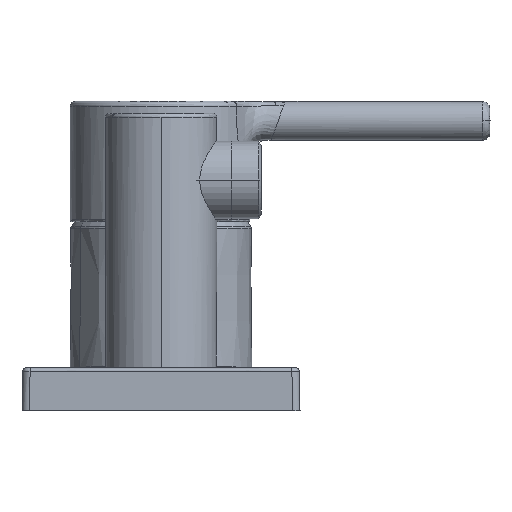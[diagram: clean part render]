
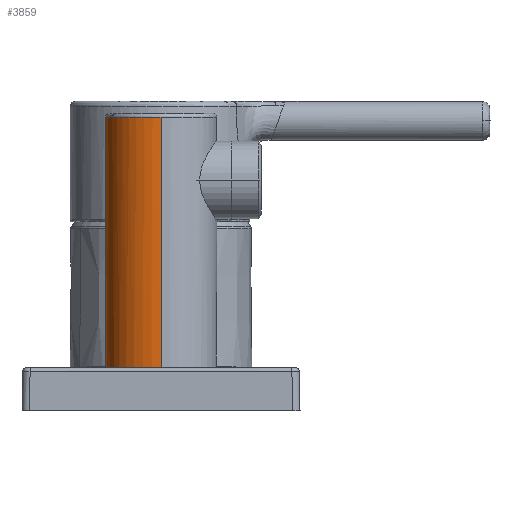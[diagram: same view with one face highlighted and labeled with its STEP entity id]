
A CAD part, left-side view. The second image highlights one B-rep face of the part: STEP entity #3859.
In plain terms, the highlighted cylindrical face has radius 15 mm (diameter 30 mm), a partial arc.
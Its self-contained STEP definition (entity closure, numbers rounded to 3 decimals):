
#2 = CARTESIAN_POINT ( 'NONE',  ( -103.889, 14.496, 11.811 ) ) ;
#331 = CARTESIAN_POINT ( 'NONE',  ( -86.335, 6.206, 11.922 ) ) ;
#353 = CARTESIAN_POINT ( 'NONE',  ( -101.001, 14.999, 11.822 ) ) ;
#373 = CARTESIAN_POINT ( 'NONE',  ( -99.518, 15., 11.828 ) ) ;
#413 = CARTESIAN_POINT ( 'NONE',  ( -115., 0.979, 11.779 ) ) ;
#646 = EDGE_CURVE ( 'NONE', #3483, #2256, #3993, .T. ) ;
#685 = VERTEX_POINT ( 'NONE', #1631 ) ;
#726 = CIRCLE ( 'NONE', #4234, 15. ) ;
#772 = CARTESIAN_POINT ( 'NONE',  ( -85., 0.991, 11.936 ) ) ;
#814 = CARTESIAN_POINT ( 'NONE',  ( -109.905, 11.275, 11.793 ) ) ;
#831 = CARTESIAN_POINT ( 'NONE',  ( -114.905, 1.952, 11.78 ) ) ;
#959 = CARTESIAN_POINT ( 'NONE',  ( -115., 0., 30.279 ) ) ;
#1147 = CARTESIAN_POINT ( 'NONE',  ( -85., 0., 79.279 ) ) ;
#1149 = CARTESIAN_POINT ( 'NONE',  ( -90.878, 11.918, 11.881 ) ) ;
#1166 = CARTESIAN_POINT ( 'NONE',  ( -85., 0., 11.936 ) ) ;
#1183 = CARTESIAN_POINT ( 'NONE',  ( -85.388, 3.427, 11.932 ) ) ;
#1197 = ORIENTED_EDGE ( 'NONE', *, *, #646, .T. ) ;
#1206 = CARTESIAN_POINT ( 'NONE',  ( -93.358, 13.485, 11.863 ) ) ;
#1209 = CARTESIAN_POINT ( 'NONE',  ( -111.305, 9.907, 11.79 ) ) ;
#1220 = EDGE_CURVE ( 'NONE', #685, #2256, #1999, .T. ) ;
#1223 = CARTESIAN_POINT ( 'NONE',  ( -101.975, 14.902, 11.818 ) ) ;
#1271 = ORIENTED_EDGE ( 'NONE', *, *, #1220, .F. ) ;
#1393 = CARTESIAN_POINT ( 'NONE',  ( -115., 0., 79.279 ) ) ;
#1544 = CARTESIAN_POINT ( 'NONE',  ( -85.509, 3.906, 11.931 ) ) ;
#1562 = CARTESIAN_POINT ( 'NONE',  ( -87.009, 7.515, 11.915 ) ) ;
#1567 = DIRECTION ( 'NONE',  ( 0., 0., 1. ) ) ;
#1571 = DIRECTION ( 'NONE',  ( 0., 0., 1. ) ) ;
#1598 = CARTESIAN_POINT ( 'NONE',  ( -90.112, 11.29, 11.887 ) ) ;
#1603 = CARTESIAN_POINT ( 'NONE',  ( -105.3, 14.041, 11.807 ) ) ;
#1621 = CARTESIAN_POINT ( 'NONE',  ( -113.465, 6.629, 11.784 ) ) ;
#1631 = CARTESIAN_POINT ( 'NONE',  ( -85., 0., 11.936 ) ) ;
#1872 = VECTOR ( 'NONE', #1571, 1000. ) ;
#1949 = ORIENTED_EDGE ( 'NONE', *, *, #3867, .T. ) ;
#1963 = CARTESIAN_POINT ( 'NONE',  ( -85.795, 4.844, 11.928 ) ) ;
#1966 = DIRECTION ( 'NONE',  ( 0., 0., -1. ) ) ;
#1983 = FACE_OUTER_BOUND ( 'NONE', #2447, .T. ) ;
#1999 = LINE ( 'NONE', #3204, #1872 ) ;
#2020 = CARTESIAN_POINT ( 'NONE',  ( -98.049, 14.881, 11.835 ) ) ;
#2025 = CARTESIAN_POINT ( 'NONE',  ( -113.003, 7.494, 11.785 ) ) ;
#2042 = CARTESIAN_POINT ( 'NONE',  ( -115., 0., 11.779 ) ) ;
#2204 = EDGE_CURVE ( 'NONE', #2875, #685, #4310, .T. ) ;
#2255 = DIRECTION ( 'NONE',  ( 1., 0., 0. ) ) ;
#2256 = VERTEX_POINT ( 'NONE', #1147 ) ;
#2358 = CARTESIAN_POINT ( 'NONE',  ( -86.545, 6.648, 11.92 ) ) ;
#2399 = CARTESIAN_POINT ( 'NONE',  ( -88.708, 9.922, 11.899 ) ) ;
#2439 = CARTESIAN_POINT ( 'NONE',  ( -106.66, 13.476, 11.802 ) ) ;
#2447 = EDGE_LOOP ( 'NONE', ( #2713, #3188, #1949, #1197, #1271 ) ) ;
#2459 = CARTESIAN_POINT ( 'NONE',  ( -114.618, 3.401, 11.781 ) ) ;
#2486 = EDGE_CURVE ( 'NONE', #2875, #4974, #3479, .T. ) ;
#2602 = DIRECTION ( 'NONE',  ( 0., 0., -1. ) ) ;
#2710 = VECTOR ( 'NONE', #4287, 1000. ) ;
#2713 = ORIENTED_EDGE ( 'NONE', *, *, #2204, .F. ) ;
#2786 = CARTESIAN_POINT ( 'NONE',  ( -91.274, 12.21, 11.878 ) ) ;
#2823 = CARTESIAN_POINT ( 'NONE',  ( -97.566, 14.809, 11.838 ) ) ;
#2826 = CARTESIAN_POINT ( 'NONE',  ( -113.882, 5.745, 11.783 ) ) ;
#2840 = CARTESIAN_POINT ( 'NONE',  ( -95.191, 14.217, 11.851 ) ) ;
#2843 = DIRECTION ( 'NONE',  ( 1., 0., 0. ) ) ;
#2844 = CARTESIAN_POINT ( 'NONE',  ( -114.212, 4.824, 11.782 ) ) ;
#2875 = VERTEX_POINT ( 'NONE', #3739 ) ;
#3188 = ORIENTED_EDGE ( 'NONE', *, *, #2486, .T. ) ;
#3204 = CARTESIAN_POINT ( 'NONE',  ( -85., 0., 30.279 ) ) ;
#3216 = CARTESIAN_POINT ( 'NONE',  ( -92.496, 13.025, 11.869 ) ) ;
#3236 = CARTESIAN_POINT ( 'NONE',  ( -88.087, 9.168, 11.905 ) ) ;
#3240 = CARTESIAN_POINT ( 'NONE',  ( -100., 0., 30.279 ) ) ;
#3263 = CARTESIAN_POINT ( 'NONE',  ( -110.269, 10.945, 11.792 ) ) ;
#3274 = CARTESIAN_POINT ( 'NONE',  ( -96.607, 14.619, 11.843 ) ) ;
#3479 = LINE ( 'NONE', #959, #2710 ) ;
#3483 = VERTEX_POINT ( 'NONE', #4640 ) ;
#3581 = CARTESIAN_POINT ( 'NONE',  ( -94.723, 14.05, 11.854 ) ) ;
#3623 = CARTESIAN_POINT ( 'NONE',  ( -100., 0., 79.279 ) ) ;
#3641 = CARTESIAN_POINT ( 'NONE',  ( -85.96, 5.304, 11.926 ) ) ;
#3644 = DIRECTION ( 'NONE',  ( 1., 0., 0. ) ) ;
#3645 = CARTESIAN_POINT ( 'NONE',  ( -111.926, 9.152, 11.788 ) ) ;
#3666 = CARTESIAN_POINT ( 'NONE',  ( -112.749, 7.919, 11.786 ) ) ;
#3739 = CARTESIAN_POINT ( 'NONE',  ( -115., 0., 11.779 ) ) ;
#3859 = ADVANCED_FACE ( 'NONE', ( #1983 ), #4050, .T. ) ;
#3867 = EDGE_CURVE ( 'NONE', #4974, #3483, #726, .T. ) ;
#3993 = CIRCLE ( 'NONE', #4934, 15. ) ;
#4002 = CARTESIAN_POINT ( 'NONE',  ( -85.097, 1.971, 11.935 ) ) ;
#4050 = CYLINDRICAL_SURFACE ( 'NONE', #4623, 15. ) ;
#4056 = CARTESIAN_POINT ( 'NONE',  ( -99.024, 14.976, 11.831 ) ) ;
#4062 = CARTESIAN_POINT ( 'NONE',  ( -107.521, 13.015, 11.8 ) ) ;
#4078 = CARTESIAN_POINT ( 'NONE',  ( -96.132, 14.501, 11.846 ) ) ;
#4085 = CARTESIAN_POINT ( 'NONE',  ( -104.832, 14.209, 11.808 ) ) ;
#4234 = AXIS2_PLACEMENT_3D ( 'NONE', #3623, #1966, #3644 ) ;
#4287 = DIRECTION ( 'NONE',  ( 0., 0., 1. ) ) ;
#4310 = B_SPLINE_CURVE_WITH_KNOTS ( 'NONE', 3,
 ( #2042, #413, #831, #2459, #5315, #2844, #2826, #1621, #2025, #3666, #3645, #1209, #3263, #814, #4937, #4514, #4062, #2439, #1603, #4085, #2, #5249, #1223, #353, #373, #4056, #2020, #2823, #3274, #4078, #2840, #3581, #1206, #3216, #2786, #1149, #1598, #4840, #2399, #3236, #4914, #1562, #2358, #331, #3641, #1963, #1544, #1183, #4002, #772, #1166 ),
 .UNSPECIFIED., .F., .F.,
 ( 4, 2, 2, 1, 2, 2, 2, 2, 2, 2, 2, 2, 2, 2, 2, 2, 2, 2, 2, 2, 2, 2, 2, 2, 2, 4 ),
 ( 0.047, 0.05, 0.051, 0.053, 0.054, 0.056, 0.059, 0.06, 0.062, 0.064, 0.066, 0.067, 0.07, 0.072, 0.073, 0.075, 0.076, 0.079, 0.081, 0.082, 0.085, 0.086, 0.088, 0.089, 0.091, 0.094 ),
 .UNSPECIFIED. ) ;
#4514 = CARTESIAN_POINT ( 'NONE',  ( -108.744, 12.197, 11.797 ) ) ;
#4623 = AXIS2_PLACEMENT_3D ( 'NONE', #3240, #1567, #2843 ) ;
#4640 = CARTESIAN_POINT ( 'NONE',  ( -107.191, 13.164, 79.279 ) ) ;
#4840 = CARTESIAN_POINT ( 'NONE',  ( -89.747, 10.96, 11.89 ) ) ;
#4914 = CARTESIAN_POINT ( 'NONE',  ( -87.265, 7.941, 11.913 ) ) ;
#4934 = AXIS2_PLACEMENT_3D ( 'NONE', #5301, #2602, #2255 ) ;
#4937 = CARTESIAN_POINT ( 'NONE',  ( -109.143, 11.902, 11.795 ) ) ;
#4974 = VERTEX_POINT ( 'NONE', #1393 ) ;
#5249 = CARTESIAN_POINT ( 'NONE',  ( -103.413, 14.615, 11.813 ) ) ;
#5301 = CARTESIAN_POINT ( 'NONE',  ( -100., 0., 79.279 ) ) ;
#5315 = CARTESIAN_POINT ( 'NONE',  ( -114.497, 3.884, 11.781 ) ) ;
